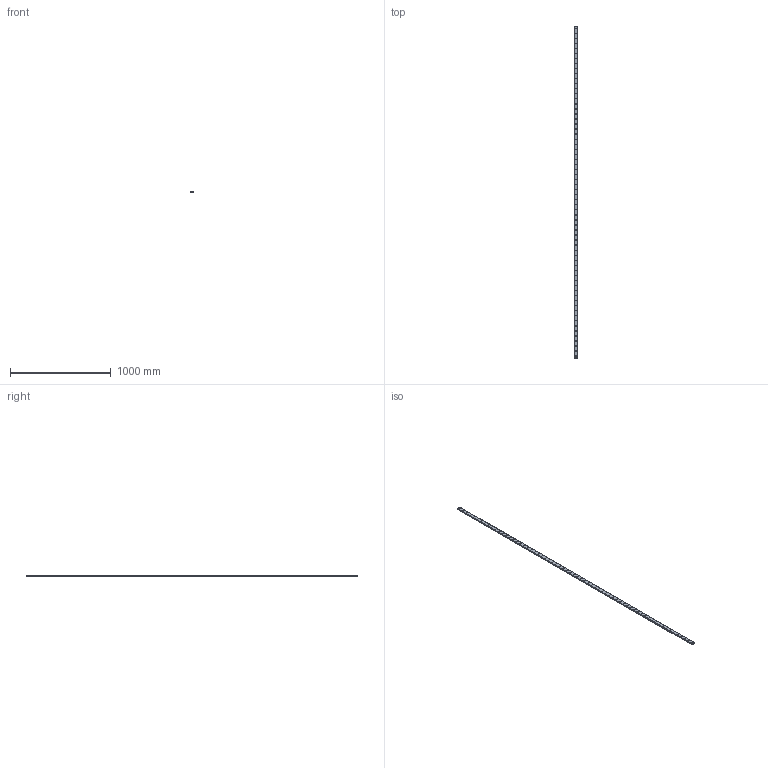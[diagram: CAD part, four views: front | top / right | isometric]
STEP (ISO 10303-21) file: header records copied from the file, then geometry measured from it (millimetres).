
FILE_DESCRIPTION(('STEP AP214'),'1');
FILE_NAME('cctmp_CFF88847-9DFF-43FE-9EC9-AE1E2C3D3EE2_2021_03_03_12_35_42_0208..stp','2021-03-03T11:35:42',('HIWIN GmbH'),('CADClick - www.CADClick.com'),'Spatial InterOp 3D',' ','unknown authorization');
FILE_SCHEMA(('AUTOMOTIVE_DESIGN'));
Length unit declared in the file: millimetre
Products named in the file (1): WER21R3290H_FILE
Bounding box: 37 x 3290 x 11 mm (x, y, z)
Volume: 1219094.8 mm3; surface area: 356000.7 mm2
Topology: 1 solids, 1 shells, 1291 faces, 2667 edges, 1778 vertices
Faces by surface type: cylinder 810, plane 481
Entity records: 45333 total; most frequent: DIRECTION 6871, CARTESIAN_POINT 5737, ORIENTED_EDGE 5334, AXIS2_PLACEMENT_3D 2912, EDGE_CURVE 2667, VERTEX_POINT 1778, EDGE_LOOP 1691, CIRCLE 1620
